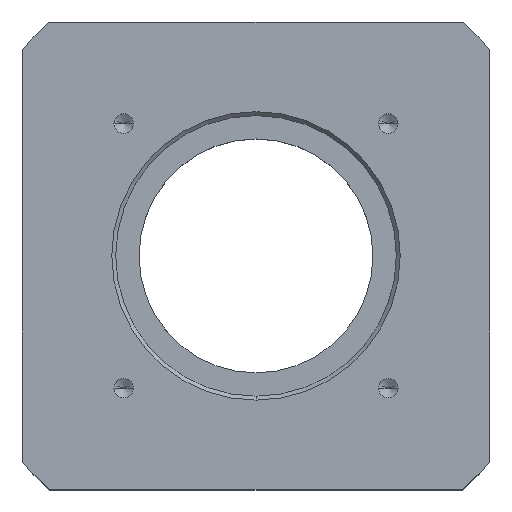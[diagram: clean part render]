
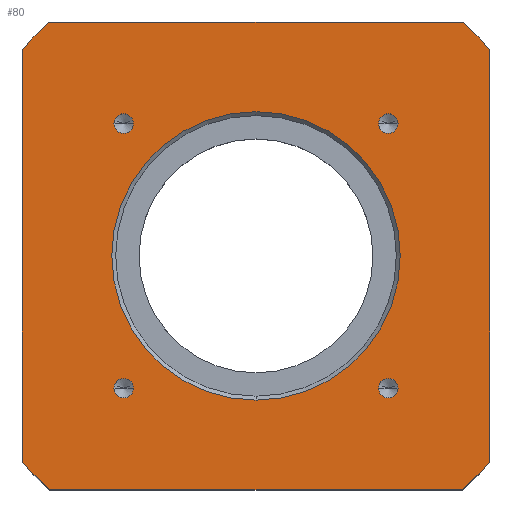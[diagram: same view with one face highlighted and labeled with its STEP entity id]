
A CAD part, top view. The second image highlights one B-rep face of the part: STEP entity #80.
In plain terms, the highlighted planar face has unit normal (0, 0, 1).
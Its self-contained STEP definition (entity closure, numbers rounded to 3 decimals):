
#80=ADVANCED_FACE('',(#173,#174,#175,#176,#177,#178),#179,.T.);
#173=FACE_OUTER_BOUND('',#300,.T.);
#174=FACE_BOUND('',#301,.T.);
#175=FACE_BOUND('',#302,.T.);
#176=FACE_BOUND('',#303,.T.);
#177=FACE_BOUND('',#304,.T.);
#178=FACE_BOUND('',#305,.T.);
#179=PLANE('',#306);
#300=EDGE_LOOP('',(#574,#575,#576,#577,#578,#579,#580,#581));
#301=EDGE_LOOP('',(#582,#583));
#302=EDGE_LOOP('',(#584,#585));
#303=EDGE_LOOP('',(#586,#587));
#304=EDGE_LOOP('',(#588,#589));
#305=EDGE_LOOP('',(#590,#591));
#306=AXIS2_PLACEMENT_3D('',#592,#593,#594);
#574=ORIENTED_EDGE('',*,*,#856,.T.);
#575=ORIENTED_EDGE('',*,*,#870,.T.);
#576=ORIENTED_EDGE('',*,*,#859,.T.);
#577=ORIENTED_EDGE('',*,*,#868,.T.);
#578=ORIENTED_EDGE('',*,*,#864,.T.);
#579=ORIENTED_EDGE('',*,*,#871,.T.);
#580=ORIENTED_EDGE('',*,*,#866,.T.);
#581=ORIENTED_EDGE('',*,*,#861,.T.);
#582=ORIENTED_EDGE('',*,*,#872,.F.);
#583=ORIENTED_EDGE('',*,*,#840,.F.);
#584=ORIENTED_EDGE('',*,*,#873,.F.);
#585=ORIENTED_EDGE('',*,*,#818,.F.);
#586=ORIENTED_EDGE('',*,*,#874,.F.);
#587=ORIENTED_EDGE('',*,*,#812,.F.);
#588=ORIENTED_EDGE('',*,*,#875,.F.);
#589=ORIENTED_EDGE('',*,*,#806,.F.);
#590=ORIENTED_EDGE('',*,*,#876,.F.);
#591=ORIENTED_EDGE('',*,*,#800,.F.);
#592=CARTESIAN_POINT('',(0.0,0.0,15.0));
#593=DIRECTION('',(0.0,0.0,1.0));
#594=DIRECTION('',(1.0,0.0,0.0));
#800=EDGE_CURVE('',#942,#944,#945,.T.);
#806=EDGE_CURVE('',#953,#955,#956,.T.);
#812=EDGE_CURVE('',#964,#966,#967,.T.);
#818=EDGE_CURVE('',#975,#977,#978,.T.);
#840=EDGE_CURVE('',#1017,#1019,#1020,.T.);
#856=EDGE_CURVE('',#1045,#1043,#1046,.T.);
#859=EDGE_CURVE('',#1050,#1048,#1051,.T.);
#861=EDGE_CURVE('',#1053,#1045,#1054,.T.);
#864=EDGE_CURVE('',#1058,#1056,#1059,.T.);
#866=EDGE_CURVE('',#1061,#1053,#1062,.T.);
#868=EDGE_CURVE('',#1048,#1058,#1064,.T.);
#870=EDGE_CURVE('',#1043,#1050,#1066,.T.);
#871=EDGE_CURVE('',#1056,#1061,#1067,.T.);
#872=EDGE_CURVE('',#1019,#1017,#1068,.T.);
#873=EDGE_CURVE('',#977,#975,#1069,.T.);
#874=EDGE_CURVE('',#966,#964,#1070,.T.);
#875=EDGE_CURVE('',#955,#953,#1071,.T.);
#876=EDGE_CURVE('',#944,#942,#1072,.T.);
#942=VERTEX_POINT('',#1156);
#944=VERTEX_POINT('',#1159);
#945=CIRCLE('',#1160,1.25);
#953=VERTEX_POINT('',#1171);
#955=VERTEX_POINT('',#1174);
#956=CIRCLE('',#1175,1.25);
#964=VERTEX_POINT('',#1186);
#966=VERTEX_POINT('',#1189);
#967=CIRCLE('',#1190,1.25);
#975=VERTEX_POINT('',#1201);
#977=VERTEX_POINT('',#1204);
#978=CIRCLE('',#1205,1.25);
#1017=VERTEX_POINT('',#1272);
#1019=VERTEX_POINT('',#1275);
#1020=CIRCLE('',#1276,18.5);
#1043=VERTEX_POINT('',#1304);
#1045=VERTEX_POINT('',#1307);
#1046=CIRCLE('',#1308,40.0);
#1048=VERTEX_POINT('',#1311);
#1050=VERTEX_POINT('',#1314);
#1051=CIRCLE('',#1315,40.0);
#1053=VERTEX_POINT('',#1318);
#1054=LINE('',#1319,#1320);
#1056=VERTEX_POINT('',#1323);
#1058=VERTEX_POINT('',#1326);
#1059=CIRCLE('',#1327,40.0);
#1061=VERTEX_POINT('',#1330);
#1062=CIRCLE('',#1331,40.0);
#1064=LINE('',#1334,#1335);
#1066=LINE('',#1337,#1338);
#1067=LINE('',#1339,#1340);
#1068=CIRCLE('',#1341,18.5);
#1069=CIRCLE('',#1342,1.25);
#1070=CIRCLE('',#1343,1.25);
#1071=CIRCLE('',#1344,1.25);
#1072=CIRCLE('',#1345,1.25);
#1156=CARTESIAN_POINT('',(-18.221,16.971,15.0));
#1159=CARTESIAN_POINT('',(-15.721,16.971,15.0));
#1160=AXIS2_PLACEMENT_3D('',#1424,#1425,#1426);
#1171=CARTESIAN_POINT('',(15.721,16.971,15.0));
#1174=CARTESIAN_POINT('',(18.221,16.971,15.0));
#1175=AXIS2_PLACEMENT_3D('',#1434,#1435,#1436);
#1186=CARTESIAN_POINT('',(15.721,-16.971,15.0));
#1189=CARTESIAN_POINT('',(18.221,-16.971,15.0));
#1190=AXIS2_PLACEMENT_3D('',#1444,#1445,#1446);
#1201=CARTESIAN_POINT('',(-18.221,-16.971,15.0));
#1204=CARTESIAN_POINT('',(-15.721,-16.971,15.0));
#1205=AXIS2_PLACEMENT_3D('',#1454,#1455,#1456);
#1272=CARTESIAN_POINT('',(0.,18.5,15.0));
#1275=CARTESIAN_POINT('',(0.,-18.5,15.0));
#1276=AXIS2_PLACEMENT_3D('',#1493,#1494,#1495);
#1304=CARTESIAN_POINT('',(26.458,30.0,15.0));
#1307=CARTESIAN_POINT('',(30.0,26.458,15.0));
#1308=AXIS2_PLACEMENT_3D('',#1529,#1530,#1531);
#1311=CARTESIAN_POINT('',(-30.0,26.458,15.0));
#1314=CARTESIAN_POINT('',(-26.458,30.0,15.0));
#1315=AXIS2_PLACEMENT_3D('',#1534,#1535,#1536);
#1318=CARTESIAN_POINT('',(30.0,-26.458,15.0));
#1319=CARTESIAN_POINT('',(30.0,-26.458,15.0));
#1320=VECTOR('',#1538,52.915);
#1323=CARTESIAN_POINT('',(-26.458,-30.0,15.0));
#1326=CARTESIAN_POINT('',(-30.0,-26.458,15.0));
#1327=AXIS2_PLACEMENT_3D('',#1541,#1542,#1543);
#1330=CARTESIAN_POINT('',(26.458,-30.0,15.0));
#1331=AXIS2_PLACEMENT_3D('',#1545,#1546,#1547);
#1334=CARTESIAN_POINT('',(-30.0,26.458,15.0));
#1335=VECTOR('',#1549,52.915);
#1337=CARTESIAN_POINT('',(26.458,30.0,15.0));
#1338=VECTOR('',#1553,52.915);
#1339=CARTESIAN_POINT('',(-26.458,-30.0,15.0));
#1340=VECTOR('',#1554,52.915);
#1341=AXIS2_PLACEMENT_3D('',#1555,#1556,#1557);
#1342=AXIS2_PLACEMENT_3D('',#1558,#1559,#1560);
#1343=AXIS2_PLACEMENT_3D('',#1561,#1562,#1563);
#1344=AXIS2_PLACEMENT_3D('',#1564,#1565,#1566);
#1345=AXIS2_PLACEMENT_3D('',#1567,#1568,#1569);
#1424=CARTESIAN_POINT('',(-16.971,16.971,15.0));
#1425=DIRECTION('',(0.0,0.0,1.0));
#1426=DIRECTION('',(-1.0,0.0,0.0));
#1434=CARTESIAN_POINT('',(16.971,16.971,15.0));
#1435=DIRECTION('',(0.0,0.0,1.0));
#1436=DIRECTION('',(-1.0,0.0,0.0));
#1444=CARTESIAN_POINT('',(16.971,-16.971,15.0));
#1445=DIRECTION('',(0.0,0.0,1.0));
#1446=DIRECTION('',(-1.0,0.0,0.0));
#1454=CARTESIAN_POINT('',(-16.971,-16.971,15.0));
#1455=DIRECTION('',(0.0,0.0,1.0));
#1456=DIRECTION('',(-1.0,0.0,0.0));
#1493=CARTESIAN_POINT('',(0.0,0.0,15.0));
#1494=DIRECTION('',(0.0,-0.0,1.0));
#1495=DIRECTION('',(0.0,1.0,0.0));
#1529=CARTESIAN_POINT('',(0.0,0.0,15.0));
#1530=DIRECTION('',(0.0,-0.0,1.0));
#1531=DIRECTION('',(0.75,0.661,0.0));
#1534=CARTESIAN_POINT('',(0.0,0.0,15.0));
#1535=DIRECTION('',(0.0,0.0,1.0));
#1536=DIRECTION('',(-0.661,0.75,0.0));
#1538=DIRECTION('',(0.0,1.0,0.0));
#1541=CARTESIAN_POINT('',(0.0,0.0,15.0));
#1542=DIRECTION('',(0.0,0.0,1.0));
#1543=DIRECTION('',(-0.75,-0.661,0.0));
#1545=CARTESIAN_POINT('',(0.0,0.0,15.0));
#1546=DIRECTION('',(0.0,0.0,1.0));
#1547=DIRECTION('',(0.661,-0.75,0.0));
#1549=DIRECTION('',(0.0,-1.0,0.0));
#1553=DIRECTION('',(-1.0,0.0,0.0));
#1554=DIRECTION('',(1.0,0.0,0.0));
#1555=CARTESIAN_POINT('',(0.0,0.0,15.0));
#1556=DIRECTION('',(0.0,-0.0,1.0));
#1557=DIRECTION('',(0.0,1.0,0.0));
#1558=CARTESIAN_POINT('',(-16.971,-16.971,15.0));
#1559=DIRECTION('',(0.0,0.0,1.0));
#1560=DIRECTION('',(-1.0,0.0,0.0));
#1561=CARTESIAN_POINT('',(16.971,-16.971,15.0));
#1562=DIRECTION('',(0.0,0.0,1.0));
#1563=DIRECTION('',(-1.0,0.0,0.0));
#1564=CARTESIAN_POINT('',(16.971,16.971,15.0));
#1565=DIRECTION('',(0.0,0.0,1.0));
#1566=DIRECTION('',(-1.0,0.0,0.0));
#1567=CARTESIAN_POINT('',(-16.971,16.971,15.0));
#1568=DIRECTION('',(0.0,0.0,1.0));
#1569=DIRECTION('',(-1.0,0.0,0.0));
